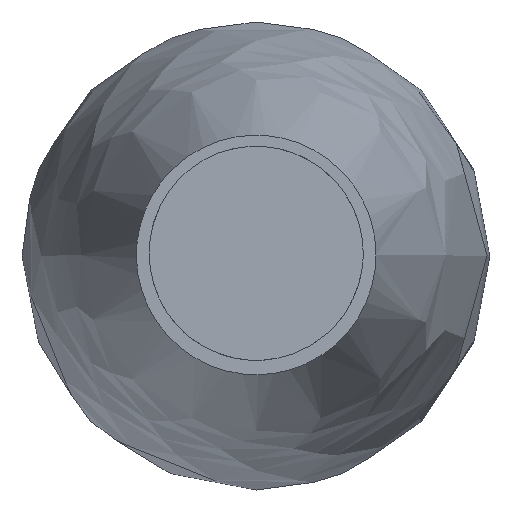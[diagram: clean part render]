
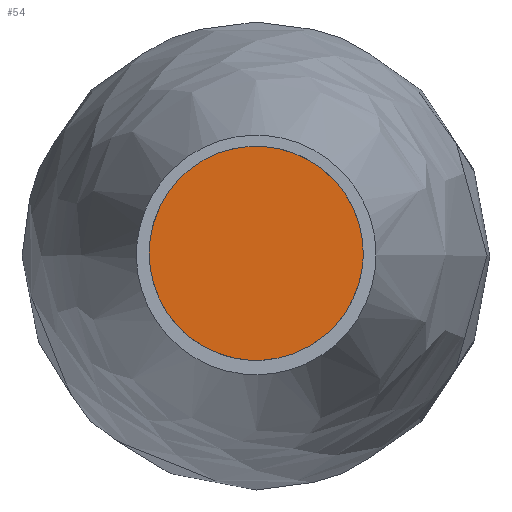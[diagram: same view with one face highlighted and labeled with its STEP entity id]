
A CAD part, top view. The second image highlights one B-rep face of the part: STEP entity #54.
In plain terms, the highlighted planar face has unit normal (0, 0, 1).
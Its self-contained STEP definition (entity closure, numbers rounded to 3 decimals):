
#54=ADVANCED_FACE('',(#68),#188,.T.);
#68=FACE_OUTER_BOUND('',#82,.T.);
#82=EDGE_LOOP('',(#99));
#99=ORIENTED_EDGE('',*,*,#139,.T.);
#139=EDGE_CURVE('',#176,#176,#161,.T.);
#161=(
BOUNDED_CURVE()
B_SPLINE_CURVE(2,(#286,#287,#288,#289,#290,#291,#292,#293,#294),
 .UNSPECIFIED.,.T.,.F.)
B_SPLINE_CURVE_WITH_KNOTS((3,2,2,2,3),(0.,3.534,7.069,
10.603,14.137),.UNSPECIFIED.)
CURVE()
GEOMETRIC_REPRESENTATION_ITEM()
RATIONAL_B_SPLINE_CURVE((1.,0.707,1.,0.707,1.,0.707,
1.,0.707,1.))
REPRESENTATION_ITEM('')
);
#176=VERTEX_POINT('',#283);
#188=PLANE('',#222);
#222=AXIS2_PLACEMENT_3D('',#254,#229,$);
#229=DIRECTION('',(0.,0.,1.));
#254=CARTESIAN_POINT('',(-71.438,-71.438,971.025));
#283=CARTESIAN_POINT('',(57.15,0.,971.025));
#286=CARTESIAN_POINT('',(57.15,0.,971.025));
#287=CARTESIAN_POINT('',(57.15,57.15,971.025));
#288=CARTESIAN_POINT('',(0.,57.15,971.025));
#289=CARTESIAN_POINT('',(-57.15,57.15,971.025));
#290=CARTESIAN_POINT('',(-57.15,0.,971.025));
#291=CARTESIAN_POINT('',(-57.15,-57.15,971.025));
#292=CARTESIAN_POINT('',(0.,-57.15,971.025));
#293=CARTESIAN_POINT('',(57.15,-57.15,971.025));
#294=CARTESIAN_POINT('',(57.15,0.,971.025));
